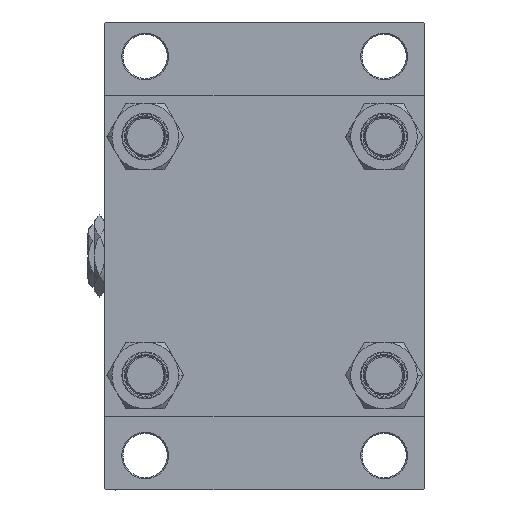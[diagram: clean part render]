
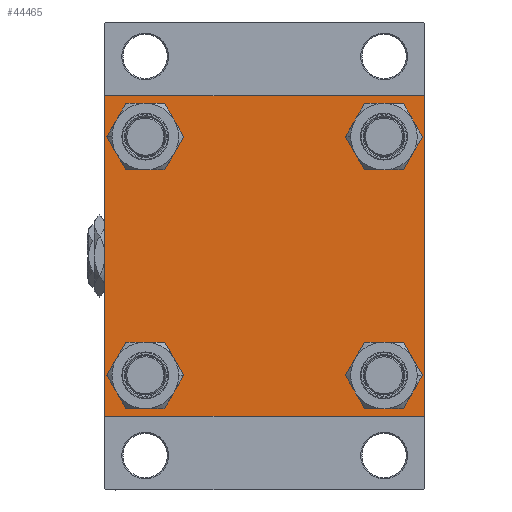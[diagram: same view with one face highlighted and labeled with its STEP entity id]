
A CAD part, left-side view. The second image highlights one B-rep face of the part: STEP entity #44465.
In plain terms, the highlighted planar face has unit normal (-1, 0, 0).
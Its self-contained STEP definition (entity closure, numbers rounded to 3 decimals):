
#82 = CARTESIAN_POINT ( 'NONE',  ( 0., 64.75, 64.75 ) ) ;
#600 = EDGE_CURVE ( 'NONE', #14067, #27537, #5248, .T. ) ;
#767 = EDGE_CURVE ( 'NONE', #16039, #31626, #39720, .T. ) ;
#983 = EDGE_CURVE ( 'NONE', #36508, #8050, #16719, .T. ) ;
#1767 = ORIENTED_EDGE ( 'NONE', *, *, #30565, .F. ) ;
#1802 = DIRECTION ( 'NONE',  ( 0., 0., 1. ) ) ;
#2180 = DIRECTION ( 'NONE',  ( 0., 0., 1. ) ) ;
#2184 = LINE ( 'NONE', #13625, #25175 ) ;
#2511 = CARTESIAN_POINT ( 'NONE',  ( 0., 64.5, 65. ) ) ;
#4935 = CARTESIAN_POINT ( 'NONE',  ( 0., 65., 65. ) ) ;
#5103 = CIRCLE ( 'NONE', #43201, 8.5 ) ;
#5122 = CARTESIAN_POINT ( 'NONE',  ( 0., -65., 64.5 ) ) ;
#5248 = LINE ( 'NONE', #8323, #27244 ) ;
#5373 = VECTOR ( 'NONE', #35161, 1000. ) ;
#5491 = EDGE_LOOP ( 'NONE', ( #26976, #17306, #32399, #11629, #1767, #23494, #19357, #25108 ) ) ;
#6236 = ORIENTED_EDGE ( 'NONE', *, *, #983, .T. ) ;
#6464 = PLANE ( 'NONE',  #19640 ) ;
#6590 = LINE ( 'NONE', #45684, #29395 ) ;
#6717 = CARTESIAN_POINT ( 'NONE',  ( 0., -48.45, -48.45 ) ) ;
#6926 = EDGE_LOOP ( 'NONE', ( #12869, #25623 ) ) ;
#7197 = AXIS2_PLACEMENT_3D ( 'NONE', #40532, #40781, #32647 ) ;
#8050 = VERTEX_POINT ( 'NONE', #8833 ) ;
#8061 = DIRECTION ( 'NONE',  ( 0., 0., 1. ) ) ;
#8323 = CARTESIAN_POINT ( 'NONE',  ( 0., 64.75, -64.75 ) ) ;
#8833 = CARTESIAN_POINT ( 'NONE',  ( 0., 48.45, 39.95 ) ) ;
#8947 = CARTESIAN_POINT ( 'NONE',  ( 0., -64.75, -64.75 ) ) ;
#9532 = CARTESIAN_POINT ( 'NONE',  ( 0., 0., 0. ) ) ;
#10437 = EDGE_CURVE ( 'NONE', #8050, #36508, #5103, .T. ) ;
#10559 = VERTEX_POINT ( 'NONE', #43159 ) ;
#10868 = CARTESIAN_POINT ( 'NONE',  ( 0., -48.45, -48.45 ) ) ;
#10904 = DIRECTION ( 'NONE',  ( 0., 0., -1. ) ) ;
#11629 = ORIENTED_EDGE ( 'NONE', *, *, #16382, .T. ) ;
#12302 = DIRECTION ( 'NONE',  ( 0., 0.707, -0.707 ) ) ;
#12333 = CARTESIAN_POINT ( 'NONE',  ( 0., -64.75, 64.75 ) ) ;
#12627 = VERTEX_POINT ( 'NONE', #36809 ) ;
#12869 = ORIENTED_EDGE ( 'NONE', *, *, #44413, .T. ) ;
#13351 = EDGE_LOOP ( 'NONE', ( #19737, #14839 ) ) ;
#13625 = CARTESIAN_POINT ( 'NONE',  ( 0., -65., 65. ) ) ;
#13835 = FACE_OUTER_BOUND ( 'NONE', #5491, .T. ) ;
#14067 = VERTEX_POINT ( 'NONE', #34478 ) ;
#14369 = DIRECTION ( 'NONE',  ( 1., 0., 0. ) ) ;
#14556 = CARTESIAN_POINT ( 'NONE',  ( 0., 48.45, 48.45 ) ) ;
#14839 = ORIENTED_EDGE ( 'NONE', *, *, #26775, .T. ) ;
#15243 = EDGE_CURVE ( 'NONE', #39201, #31626, #23743, .T. ) ;
#15309 = DIRECTION ( 'NONE',  ( 0., 0., 1. ) ) ;
#15497 = CARTESIAN_POINT ( 'NONE',  ( 0., 48.45, 48.45 ) ) ;
#15616 = AXIS2_PLACEMENT_3D ( 'NONE', #6717, #29071, #25509 ) ;
#16039 = VERTEX_POINT ( 'NONE', #2511 ) ;
#16216 = CIRCLE ( 'NONE', #42157, 8.5 ) ;
#16306 = DIRECTION ( 'NONE',  ( 0., -0.707, 0.707 ) ) ;
#16382 = EDGE_CURVE ( 'NONE', #41598, #47956, #43719, .T. ) ;
#16589 = CARTESIAN_POINT ( 'NONE',  ( 0., -48.45, -56.95 ) ) ;
#16719 = CIRCLE ( 'NONE', #35346, 8.5 ) ;
#17306 = ORIENTED_EDGE ( 'NONE', *, *, #600, .T. ) ;
#18395 = DIRECTION ( 'NONE',  ( -1., 0., 0. ) ) ;
#18532 = CARTESIAN_POINT ( 'NONE',  ( 0., 64.5, -65. ) ) ;
#19357 = ORIENTED_EDGE ( 'NONE', *, *, #767, .F. ) ;
#19640 = AXIS2_PLACEMENT_3D ( 'NONE', #9532, #18395, #37438 ) ;
#19737 = ORIENTED_EDGE ( 'NONE', *, *, #32338, .T. ) ;
#19976 = DIRECTION ( 'NONE',  ( 1., 0., 0. ) ) ;
#20196 = EDGE_CURVE ( 'NONE', #12627, #25037, #31414, .T. ) ;
#20802 = VERTEX_POINT ( 'NONE', #24988 ) ;
#21336 = ORIENTED_EDGE ( 'NONE', *, *, #38756, .T. ) ;
#23494 = ORIENTED_EDGE ( 'NONE', *, *, #15243, .T. ) ;
#23549 = EDGE_LOOP ( 'NONE', ( #32407, #21336 ) ) ;
#23743 = LINE ( 'NONE', #12333, #28807 ) ;
#23937 = CARTESIAN_POINT ( 'NONE',  ( 0., 48.45, 56.95 ) ) ;
#24791 = VECTOR ( 'NONE', #16306, 1000. ) ;
#24988 = CARTESIAN_POINT ( 'NONE',  ( 0., -48.45, 39.95 ) ) ;
#25037 = VERTEX_POINT ( 'NONE', #34071 ) ;
#25108 = ORIENTED_EDGE ( 'NONE', *, *, #48463, .T. ) ;
#25175 = VECTOR ( 'NONE', #25304, 1000. ) ;
#25256 = FACE_BOUND ( 'NONE', #40321, .T. ) ;
#25304 = DIRECTION ( 'NONE',  ( 0., 0., -1. ) ) ;
#25440 = VECTOR ( 'NONE', #43008, 1000. ) ;
#25509 = DIRECTION ( 'NONE',  ( 0., 0., 1. ) ) ;
#25623 = ORIENTED_EDGE ( 'NONE', *, *, #29677, .T. ) ;
#26061 = AXIS2_PLACEMENT_3D ( 'NONE', #36976, #14369, #2180 ) ;
#26775 = EDGE_CURVE ( 'NONE', #20802, #30406, #29097, .T. ) ;
#26976 = ORIENTED_EDGE ( 'NONE', *, *, #45225, .T. ) ;
#27244 = VECTOR ( 'NONE', #47656, 1000. ) ;
#27537 = VERTEX_POINT ( 'NONE', #18532 ) ;
#28453 = CARTESIAN_POINT ( 'NONE',  ( 0., -65., -64.5 ) ) ;
#28807 = VECTOR ( 'NONE', #43789, 1000. ) ;
#29071 = DIRECTION ( 'NONE',  ( 1., 0., 0. ) ) ;
#29097 = CIRCLE ( 'NONE', #7197, 8.5 ) ;
#29395 = VECTOR ( 'NONE', #10904, 1000. ) ;
#29571 = FACE_BOUND ( 'NONE', #6926, .T. ) ;
#29677 = EDGE_CURVE ( 'NONE', #47636, #10559, #16216, .T. ) ;
#30134 = CIRCLE ( 'NONE', #42267, 8.5 ) ;
#30181 = CIRCLE ( 'NONE', #15616, 8.5 ) ;
#30406 = VERTEX_POINT ( 'NONE', #30418 ) ;
#30418 = CARTESIAN_POINT ( 'NONE',  ( 0., -48.45, 56.95 ) ) ;
#30565 = EDGE_CURVE ( 'NONE', #39201, #47956, #2184, .T. ) ;
#31414 = CIRCLE ( 'NONE', #46026, 8.5 ) ;
#31626 = VERTEX_POINT ( 'NONE', #46358 ) ;
#32338 = EDGE_CURVE ( 'NONE', #30406, #20802, #30134, .T. ) ;
#32399 = ORIENTED_EDGE ( 'NONE', *, *, #48408, .T. ) ;
#32407 = ORIENTED_EDGE ( 'NONE', *, *, #20196, .T. ) ;
#32541 = CIRCLE ( 'NONE', #26061, 8.5 ) ;
#32647 = DIRECTION ( 'NONE',  ( 0., 0., 1. ) ) ;
#34071 = CARTESIAN_POINT ( 'NONE',  ( 0., 48.45, -56.95 ) ) ;
#34478 = CARTESIAN_POINT ( 'NONE',  ( 0., 65., -64.5 ) ) ;
#34610 = DIRECTION ( 'NONE',  ( 1., 0., 0. ) ) ;
#34898 = CARTESIAN_POINT ( 'NONE',  ( 0., 65., 64.5 ) ) ;
#35161 = DIRECTION ( 'NONE',  ( 0., -1., 0. ) ) ;
#35304 = DIRECTION ( 'NONE',  ( 0., 0., 1. ) ) ;
#35346 = AXIS2_PLACEMENT_3D ( 'NONE', #14556, #34610, #15309 ) ;
#35498 = ORIENTED_EDGE ( 'NONE', *, *, #10437, .T. ) ;
#35551 = DIRECTION ( 'NONE',  ( 1., 0., 0. ) ) ;
#36508 = VERTEX_POINT ( 'NONE', #23937 ) ;
#36809 = CARTESIAN_POINT ( 'NONE',  ( 0., 48.45, -39.95 ) ) ;
#36976 = CARTESIAN_POINT ( 'NONE',  ( 0., 48.45, -48.45 ) ) ;
#37438 = DIRECTION ( 'NONE',  ( 0., 0., 1. ) ) ;
#37680 = FACE_BOUND ( 'NONE', #13351, .T. ) ;
#38611 = DIRECTION ( 'NONE',  ( 0., 0., 1. ) ) ;
#38664 = DIRECTION ( 'NONE',  ( 1., 0., 0. ) ) ;
#38712 = LINE ( 'NONE', #42761, #25440 ) ;
#38756 = EDGE_CURVE ( 'NONE', #25037, #12627, #32541, .T. ) ;
#39123 = CARTESIAN_POINT ( 'NONE',  ( 0., -48.45, 48.45 ) ) ;
#39165 = CARTESIAN_POINT ( 'NONE',  ( 0., 48.45, -48.45 ) ) ;
#39201 = VERTEX_POINT ( 'NONE', #5122 ) ;
#39720 = LINE ( 'NONE', #4935, #5373 ) ;
#40321 = EDGE_LOOP ( 'NONE', ( #6236, #35498 ) ) ;
#40532 = CARTESIAN_POINT ( 'NONE',  ( 0., -48.45, 48.45 ) ) ;
#40781 = DIRECTION ( 'NONE',  ( 1., 0., 0. ) ) ;
#41243 = FACE_BOUND ( 'NONE', #23549, .T. ) ;
#41598 = VERTEX_POINT ( 'NONE', #44328 ) ;
#41771 = VERTEX_POINT ( 'NONE', #34898 ) ;
#42157 = AXIS2_PLACEMENT_3D ( 'NONE', #10868, #19976, #8061 ) ;
#42267 = AXIS2_PLACEMENT_3D ( 'NONE', #39123, #35551, #35304 ) ;
#42761 = CARTESIAN_POINT ( 'NONE',  ( 0., 65., -65. ) ) ;
#43008 = DIRECTION ( 'NONE',  ( 0., -1., 0. ) ) ;
#43159 = CARTESIAN_POINT ( 'NONE',  ( 0., -48.45, -39.95 ) ) ;
#43201 = AXIS2_PLACEMENT_3D ( 'NONE', #15497, #49540, #38611 ) ;
#43719 = LINE ( 'NONE', #8947, #24791 ) ;
#43789 = DIRECTION ( 'NONE',  ( 0., 0.707, 0.707 ) ) ;
#44099 = VECTOR ( 'NONE', #12302, 1000. ) ;
#44328 = CARTESIAN_POINT ( 'NONE',  ( 0., -64.5, -65. ) ) ;
#44413 = EDGE_CURVE ( 'NONE', #10559, #47636, #30181, .T. ) ;
#44465 = ADVANCED_FACE ( 'NONE', ( #37680, #29571, #41243, #25256, #13835 ), #6464, .T. ) ;
#45225 = EDGE_CURVE ( 'NONE', #41771, #14067, #6590, .T. ) ;
#45684 = CARTESIAN_POINT ( 'NONE',  ( 0., 65., 65. ) ) ;
#46026 = AXIS2_PLACEMENT_3D ( 'NONE', #39165, #38664, #1802 ) ;
#46358 = CARTESIAN_POINT ( 'NONE',  ( 0., -64.5, 65. ) ) ;
#47074 = LINE ( 'NONE', #82, #44099 ) ;
#47636 = VERTEX_POINT ( 'NONE', #16589 ) ;
#47656 = DIRECTION ( 'NONE',  ( 0., -0.707, -0.707 ) ) ;
#47956 = VERTEX_POINT ( 'NONE', #28453 ) ;
#48408 = EDGE_CURVE ( 'NONE', #27537, #41598, #38712, .T. ) ;
#48463 = EDGE_CURVE ( 'NONE', #16039, #41771, #47074, .T. ) ;
#49540 = DIRECTION ( 'NONE',  ( 1., 0., 0. ) ) ;
